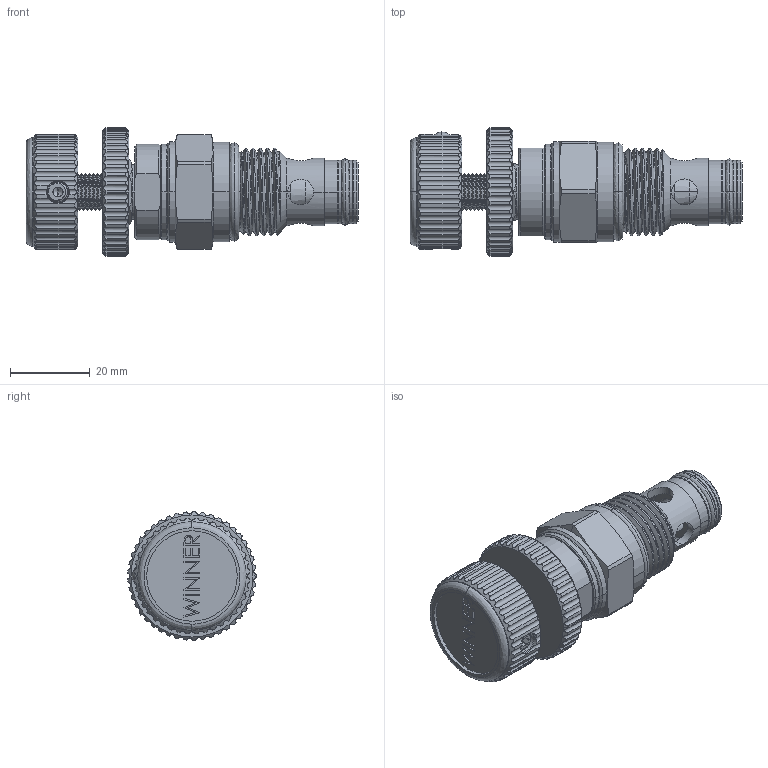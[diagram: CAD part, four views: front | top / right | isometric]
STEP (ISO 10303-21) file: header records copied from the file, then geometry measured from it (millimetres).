
FILE_DESCRIPTION (( 'STEP AP203' ), '1' );
FILE_NAME ('NV10W20-K.STEP', '2016-07-05T06:17:36', ( '' ), ( '' ), 'SwSTEP 2.0', 'SolidWorks 2012', '' );
FILE_SCHEMA (( 'CONFIG_CONTROL_DESIGN' ));
Length unit declared in the file: millimetre
Products named in the file (1): NV10W20-K
Bounding box: 83.24 x 32.18 x 32.2 mm (x, y, z)
Surface area: 13862.2 mm2 (no closed solid volume)
Topology: 0 solids, 11 shells, 611 faces, 1707 edges, 1105 vertices
Faces by surface type: cylinder 350, plane 148, cone 57, bspline 56
Entity records: 34222 total; most frequent: CARTESIAN_POINT 19533, ORIENTED_EDGE 3357, DIRECTION 2729, EDGE_CURVE 1681, VERTEX_POINT 1105, AXIS2_PLACEMENT_3D 1019, VECTOR 691, LINE 691
